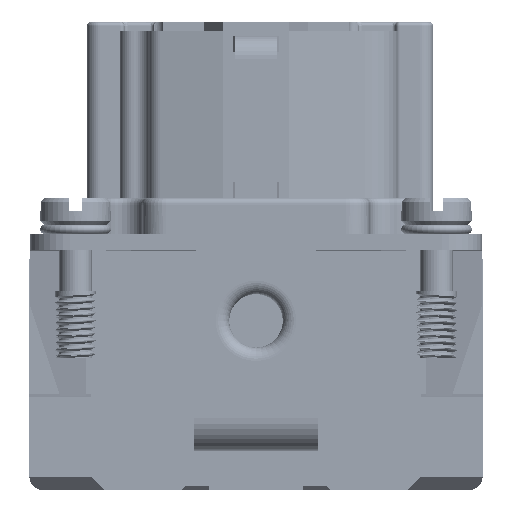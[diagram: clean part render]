
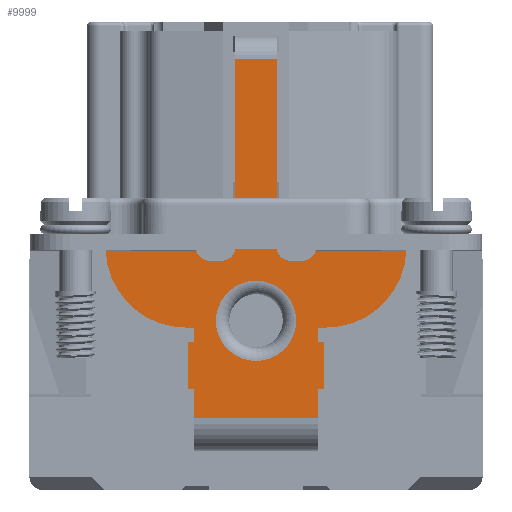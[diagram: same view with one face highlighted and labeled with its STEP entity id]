
A CAD part, left-side view. The second image highlights one B-rep face of the part: STEP entity #9999.
In plain terms, the highlighted planar face has unit normal (-1, 0, 0).
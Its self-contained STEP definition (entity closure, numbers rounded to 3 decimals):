
#9999=ADVANCED_FACE('',(#21875,#21876),#14677,.T.);
#14677=PLANE('',#111873);
#17646=CIRCLE('',#111866,3.);
#17647=CIRCLE('',#111867,6.);
#17648=CIRCLE('',#111868,1.);
#17649=CIRCLE('',#111869,1.);
#17650=CIRCLE('',#111870,1.);
#17651=CIRCLE('',#111871,1.);
#17652=CIRCLE('',#111872,6.);
#21875=FACE_BOUND('',#25002,.T.);
#21876=FACE_BOUND('',#25003,.T.);
#25002=EDGE_LOOP('',(#45627));
#25003=EDGE_LOOP('',(#45628,#45629,#45630,#45631,#45632,#45633,#45634,#45635,
#45636,#45637,#45638,#45639,#45640,#45641,#45642,#45643,#45644,#45645,#45646,
#45647,#45648,#45649,#45650,#45651,#45652,#45653));
#45627=ORIENTED_EDGE('',*,*,#80179,.F.);
#45628=ORIENTED_EDGE('',*,*,#80180,.F.);
#45629=ORIENTED_EDGE('',*,*,#80181,.T.);
#45630=ORIENTED_EDGE('',*,*,#80182,.T.);
#45631=ORIENTED_EDGE('',*,*,#80183,.F.);
#45632=ORIENTED_EDGE('',*,*,#80184,.T.);
#45633=ORIENTED_EDGE('',*,*,#80185,.F.);
#45634=ORIENTED_EDGE('',*,*,#80186,.T.);
#45635=ORIENTED_EDGE('',*,*,#80187,.F.);
#45636=ORIENTED_EDGE('',*,*,#80188,.T.);
#45637=ORIENTED_EDGE('',*,*,#80175,.F.);
#45638=ORIENTED_EDGE('',*,*,#80189,.T.);
#45639=ORIENTED_EDGE('',*,*,#80190,.F.);
#45640=ORIENTED_EDGE('',*,*,#80191,.F.);
#45641=ORIENTED_EDGE('',*,*,#80192,.F.);
#45642=ORIENTED_EDGE('',*,*,#80193,.F.);
#45643=ORIENTED_EDGE('',*,*,#80194,.F.);
#45644=ORIENTED_EDGE('',*,*,#80195,.T.);
#45645=ORIENTED_EDGE('',*,*,#80196,.T.);
#45646=ORIENTED_EDGE('',*,*,#80197,.F.);
#45647=ORIENTED_EDGE('',*,*,#80198,.F.);
#45648=ORIENTED_EDGE('',*,*,#80199,.T.);
#45649=ORIENTED_EDGE('',*,*,#80200,.F.);
#45650=ORIENTED_EDGE('',*,*,#80201,.T.);
#45651=ORIENTED_EDGE('',*,*,#80202,.T.);
#45652=ORIENTED_EDGE('',*,*,#80203,.T.);
#45653=ORIENTED_EDGE('',*,*,#80204,.T.);
#66481=VERTEX_POINT('',#168385);
#66482=VERTEX_POINT('',#168386);
#66485=VERTEX_POINT('',#168394);
#66486=VERTEX_POINT('',#168396);
#66487=VERTEX_POINT('',#168397);
#66488=VERTEX_POINT('',#168399);
#66489=VERTEX_POINT('',#168401);
#66490=VERTEX_POINT('',#168403);
#66491=VERTEX_POINT('',#168405);
#66492=VERTEX_POINT('',#168407);
#66493=VERTEX_POINT('',#168409);
#66494=VERTEX_POINT('',#168411);
#66495=VERTEX_POINT('',#168414);
#66496=VERTEX_POINT('',#168416);
#66497=VERTEX_POINT('',#168418);
#66498=VERTEX_POINT('',#168420);
#66499=VERTEX_POINT('',#168422);
#66500=VERTEX_POINT('',#168424);
#66501=VERTEX_POINT('',#168426);
#66502=VERTEX_POINT('',#168428);
#66503=VERTEX_POINT('',#168430);
#66504=VERTEX_POINT('',#168432);
#66505=VERTEX_POINT('',#168434);
#66506=VERTEX_POINT('',#168436);
#66507=VERTEX_POINT('',#168438);
#66508=VERTEX_POINT('',#168440);
#66509=VERTEX_POINT('',#168442);
#80175=EDGE_CURVE('',#66481,#66482,#94264,.T.);
#80179=EDGE_CURVE('',#66485,#66485,#17646,.T.);
#80180=EDGE_CURVE('',#66486,#66487,#17647,.T.);
#80181=EDGE_CURVE('',#66486,#66488,#94268,.T.);
#80182=EDGE_CURVE('',#66488,#66489,#17648,.T.);
#80183=EDGE_CURVE('',#66490,#66489,#94269,.T.);
#80184=EDGE_CURVE('',#66490,#66491,#17649,.T.);
#80185=EDGE_CURVE('',#66492,#66491,#94270,.T.);
#80186=EDGE_CURVE('',#66492,#66493,#94271,.T.);
#80187=EDGE_CURVE('',#66494,#66493,#94272,.T.);
#80188=EDGE_CURVE('',#66494,#66482,#17650,.T.);
#80189=EDGE_CURVE('',#66481,#66495,#17651,.T.);
#80190=EDGE_CURVE('',#66496,#66495,#94273,.T.);
#80191=EDGE_CURVE('',#66497,#66496,#17652,.T.);
#80192=EDGE_CURVE('',#66498,#66497,#94274,.T.);
#80193=EDGE_CURVE('',#66499,#66498,#94275,.T.);
#80194=EDGE_CURVE('',#66500,#66499,#94276,.T.);
#80195=EDGE_CURVE('',#66500,#66501,#94277,.T.);
#80196=EDGE_CURVE('',#66501,#66502,#94278,.T.);
#80197=EDGE_CURVE('',#66503,#66502,#94279,.T.);
#80198=EDGE_CURVE('',#66504,#66503,#94280,.T.);
#80199=EDGE_CURVE('',#66504,#66505,#94281,.T.);
#80200=EDGE_CURVE('',#66506,#66505,#94282,.T.);
#80201=EDGE_CURVE('',#66506,#66507,#94283,.T.);
#80202=EDGE_CURVE('',#66507,#66508,#94284,.T.);
#80203=EDGE_CURVE('',#66508,#66509,#94285,.T.);
#80204=EDGE_CURVE('',#66509,#66487,#94286,.T.);
#94264=LINE('',#168384,#104526);
#94268=LINE('',#168398,#104530);
#94269=LINE('',#168402,#104531);
#94270=LINE('',#168406,#104532);
#94271=LINE('',#168408,#104533);
#94272=LINE('',#168410,#104534);
#94273=LINE('',#168415,#104535);
#94274=LINE('',#168419,#104536);
#94275=LINE('',#168421,#104537);
#94276=LINE('',#168423,#104538);
#94277=LINE('',#168425,#104539);
#94278=LINE('',#168427,#104540);
#94279=LINE('',#168429,#104541);
#94280=LINE('',#168431,#104542);
#94281=LINE('',#168433,#104543);
#94282=LINE('',#168435,#104544);
#94283=LINE('',#168437,#104545);
#94284=LINE('',#168439,#104546);
#94285=LINE('',#168441,#104547);
#94286=LINE('',#168443,#104548);
#104526=VECTOR('',#132863,1.);
#104530=VECTOR('',#132873,1.);
#104531=VECTOR('',#132876,1.);
#104532=VECTOR('',#132879,1.);
#104533=VECTOR('',#132880,1.);
#104534=VECTOR('',#132881,1.);
#104535=VECTOR('',#132886,1.);
#104536=VECTOR('',#132889,1.);
#104537=VECTOR('',#132890,1.);
#104538=VECTOR('',#132891,1.);
#104539=VECTOR('',#132892,1.);
#104540=VECTOR('',#132893,1.);
#104541=VECTOR('',#132894,1.);
#104542=VECTOR('',#132895,1.);
#104543=VECTOR('',#132896,1.);
#104544=VECTOR('',#132897,1.);
#104545=VECTOR('',#132898,1.);
#104546=VECTOR('',#132899,1.);
#104547=VECTOR('',#132900,1.);
#104548=VECTOR('',#132901,1.);
#111866=AXIS2_PLACEMENT_3D('',#168393,#132869,#132870);
#111867=AXIS2_PLACEMENT_3D('',#168395,#132871,#132872);
#111868=AXIS2_PLACEMENT_3D('',#168400,#132874,#132875);
#111869=AXIS2_PLACEMENT_3D('',#168404,#132877,#132878);
#111870=AXIS2_PLACEMENT_3D('',#168412,#132882,#132883);
#111871=AXIS2_PLACEMENT_3D('',#168413,#132884,#132885);
#111872=AXIS2_PLACEMENT_3D('',#168417,#132887,#132888);
#111873=AXIS2_PLACEMENT_3D('',#168444,#132902,#132903);
#132863=DIRECTION('',(0.,-1.,0.));
#132869=DIRECTION('',(-1.,0.,0.));
#132870=DIRECTION('',(0.,0.,-1.));
#132871=DIRECTION('',(1.,0.,0.));
#132872=DIRECTION('',(0.,0.,-1.));
#132873=DIRECTION('',(0.,1.,0.));
#132874=DIRECTION('',(1.,0.,0.));
#132875=DIRECTION('',(0.,0.,-1.));
#132876=DIRECTION('',(0.,-1.,0.));
#132877=DIRECTION('',(1.,0.,0.));
#132878=DIRECTION('',(0.,0.,-1.));
#132879=DIRECTION('',(0.,0.,-1.));
#132880=DIRECTION('',(0.,1.,0.));
#132881=DIRECTION('',(0.,0.,1.));
#132882=DIRECTION('',(1.,0.,0.));
#132883=DIRECTION('',(0.,0.,-1.));
#132884=DIRECTION('',(1.,0.,0.));
#132885=DIRECTION('',(0.,0.,-1.));
#132886=DIRECTION('',(0.,-1.,0.));
#132887=DIRECTION('',(1.,0.,0.));
#132888=DIRECTION('',(0.,0.,-1.));
#132889=DIRECTION('',(0.,1.,0.));
#132890=DIRECTION('',(0.,0.,1.));
#132891=DIRECTION('',(0.,-1.,0.));
#132892=DIRECTION('',(0.,0.,-1.));
#132893=DIRECTION('',(0.,-1.,0.));
#132894=DIRECTION('',(0.,0.,1.));
#132895=DIRECTION('',(0.,1.,0.));
#132896=DIRECTION('',(0.,0.,1.));
#132897=DIRECTION('',(0.,1.,0.));
#132898=DIRECTION('',(0.,0.,1.));
#132899=DIRECTION('',(0.,1.,0.));
#132900=DIRECTION('',(0.,0.,1.));
#132901=DIRECTION('',(0.,-1.,0.));
#132902=DIRECTION('',(-1.,0.,0.));
#132903=DIRECTION('',(0.,0.,-1.));
#168384=CARTESIAN_POINT('',(-32.9,0.,-2.));
#168385=CARTESIAN_POINT('',(-32.9,3.5,-2.));
#168386=CARTESIAN_POINT('',(-32.9,2.55,-2.));
#168393=CARTESIAN_POINT('',(-32.9,0.,-6.5));
#168394=CARTESIAN_POINT('',(-32.9,0.,-9.5));
#168395=CARTESIAN_POINT('',(-32.9,-5.25,-1.));
#168396=CARTESIAN_POINT('',(-32.9,-11.242,-1.3));
#168397=CARTESIAN_POINT('',(-32.9,-5.25,-7.));
#168398=CARTESIAN_POINT('',(-32.9,-11.25,-1.3));
#168399=CARTESIAN_POINT('',(-32.9,-4.454,-1.3));
#168400=CARTESIAN_POINT('',(-32.9,-3.5,-1.));
#168401=CARTESIAN_POINT('',(-32.9,-3.5,-2.));
#168402=CARTESIAN_POINT('',(-32.9,0.,-2.));
#168403=CARTESIAN_POINT('',(-32.9,-2.55,-2.));
#168404=CARTESIAN_POINT('',(-32.9,-2.55,-1.));
#168405=CARTESIAN_POINT('',(-32.9,-1.55,-1.));
#168406=CARTESIAN_POINT('',(-32.9,-1.55,1.));
#168407=CARTESIAN_POINT('',(-32.9,-1.55,13.1));
#168408=CARTESIAN_POINT('',(-32.9,0.,13.1));
#168409=CARTESIAN_POINT('',(-32.9,1.55,13.1));
#168410=CARTESIAN_POINT('',(-32.9,1.55,1.));
#168411=CARTESIAN_POINT('',(-32.9,1.55,-1.));
#168412=CARTESIAN_POINT('',(-32.9,2.55,-1.));
#168413=CARTESIAN_POINT('',(-32.9,3.5,-1.));
#168414=CARTESIAN_POINT('',(-32.9,4.454,-1.3));
#168415=CARTESIAN_POINT('',(-32.9,0.,-1.3));
#168416=CARTESIAN_POINT('',(-32.9,11.242,-1.3));
#168417=CARTESIAN_POINT('',(-32.9,5.25,-1.));
#168418=CARTESIAN_POINT('',(-32.9,5.25,-7.));
#168419=CARTESIAN_POINT('',(-32.9,4.5,-7.));
#168420=CARTESIAN_POINT('',(-32.9,4.6,-7.));
#168421=CARTESIAN_POINT('',(-32.9,4.6,0.2));
#168422=CARTESIAN_POINT('',(-32.9,4.6,-8.1));
#168423=CARTESIAN_POINT('',(-32.9,4.65,-8.1));
#168424=CARTESIAN_POINT('',(-32.9,5.05,-8.1));
#168425=CARTESIAN_POINT('',(-32.9,5.05,0.2));
#168426=CARTESIAN_POINT('',(-32.9,5.05,-11.6));
#168427=CARTESIAN_POINT('',(-32.9,3.7,-11.6));
#168428=CARTESIAN_POINT('',(-32.9,4.6,-11.6));
#168429=CARTESIAN_POINT('',(-32.9,4.6,0.2));
#168430=CARTESIAN_POINT('',(-32.9,4.6,-13.8));
#168431=CARTESIAN_POINT('',(-32.9,0.,-13.8));
#168432=CARTESIAN_POINT('',(-32.9,-4.6,-13.8));
#168433=CARTESIAN_POINT('',(-32.9,-4.6,0.2));
#168434=CARTESIAN_POINT('',(-32.9,-4.6,-11.6));
#168435=CARTESIAN_POINT('',(-32.9,0.,-11.6));
#168436=CARTESIAN_POINT('',(-32.9,-5.05,-11.6));
#168437=CARTESIAN_POINT('',(-32.9,-5.05,0.2));
#168438=CARTESIAN_POINT('',(-32.9,-5.05,-8.1));
#168439=CARTESIAN_POINT('',(-32.9,0.,-8.1));
#168440=CARTESIAN_POINT('',(-32.9,-4.6,-8.1));
#168441=CARTESIAN_POINT('',(-32.9,-4.6,0.2));
#168442=CARTESIAN_POINT('',(-32.9,-4.6,-7.));
#168443=CARTESIAN_POINT('',(-32.9,0.,-7.));
#168444=CARTESIAN_POINT('',(-32.9,0.,0.2));
